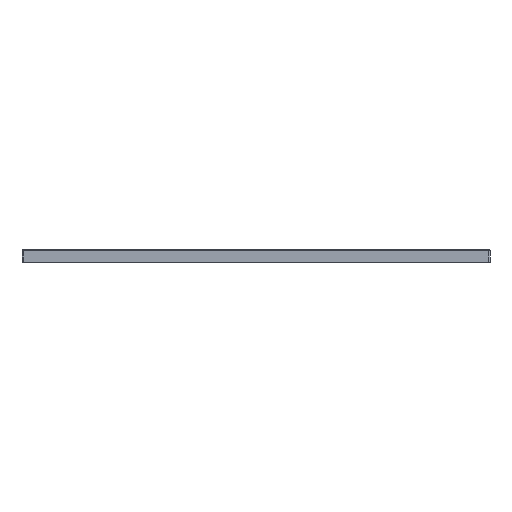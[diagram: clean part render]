
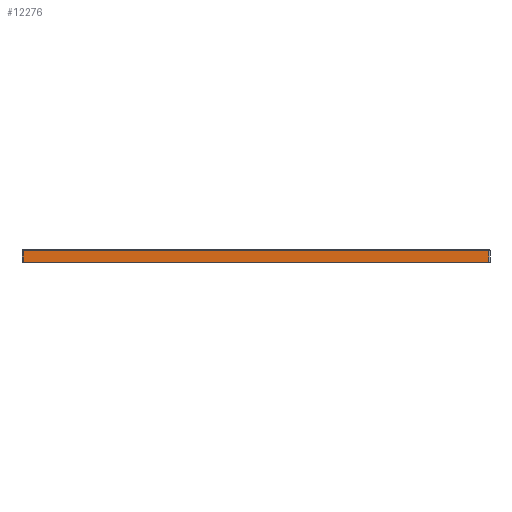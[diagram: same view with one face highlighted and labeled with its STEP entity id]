
A CAD part, front view. The second image highlights one B-rep face of the part: STEP entity #12276.
In plain terms, the highlighted planar face has unit normal (0, -1, 0).
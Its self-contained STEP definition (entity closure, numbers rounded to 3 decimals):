
#245 = CARTESIAN_POINT ( 'NONE',  ( -54.5, -191.7, 5. ) ) ;
#1426 = VERTEX_POINT ( 'NONE', #5690 ) ;
#1743 = CARTESIAN_POINT ( 'NONE',  ( -54.9, -191.7, 5. ) ) ;
#2430 = VECTOR ( 'NONE', #2640, 1000. ) ;
#2640 = DIRECTION ( 'NONE',  ( 0., 0., 1. ) ) ;
#2652 = VECTOR ( 'NONE', #10630, 1000. ) ;
#2843 = EDGE_CURVE ( 'NONE', #8601, #3482, #4061, .T. ) ;
#3482 = VERTEX_POINT ( 'NONE', #8563 ) ;
#3897 = AXIS2_PLACEMENT_3D ( 'NONE', #1743, #10774, #11833 ) ;
#4061 = LINE ( 'NONE', #245, #6679 ) ;
#4666 = VECTOR ( 'NONE', #6022, 1000. ) ;
#4681 = CARTESIAN_POINT ( 'NONE',  ( -54.9, -191.7, 4.6 ) ) ;
#4928 = EDGE_CURVE ( 'NONE', #3482, #1426, #4949, .T. ) ;
#4949 = LINE ( 'NONE', #11898, #4666 ) ;
#5235 = CARTESIAN_POINT ( 'NONE',  ( 127.5, -191.7, 4.6 ) ) ;
#5690 = CARTESIAN_POINT ( 'NONE',  ( 127.5, -191.7, 0. ) ) ;
#5711 = EDGE_CURVE ( 'NONE', #1426, #10110, #8707, .T. ) ;
#6016 = EDGE_CURVE ( 'NONE', #10110, #8601, #12687, .T. ) ;
#6022 = DIRECTION ( 'NONE',  ( 1., 0., 0. ) ) ;
#6679 = VECTOR ( 'NONE', #9195, 1000. ) ;
#7376 = CARTESIAN_POINT ( 'NONE',  ( -54.5, -191.7, 4.6 ) ) ;
#8563 = CARTESIAN_POINT ( 'NONE',  ( -54.5, -191.7, 0. ) ) ;
#8601 = VERTEX_POINT ( 'NONE', #7376 ) ;
#8707 = LINE ( 'NONE', #12767, #2430 ) ;
#8886 = PLANE ( 'NONE',  #3897 ) ;
#9082 = ORIENTED_EDGE ( 'NONE', *, *, #6016, .T. ) ;
#9195 = DIRECTION ( 'NONE',  ( 0., 0., -1. ) ) ;
#9283 = EDGE_LOOP ( 'NONE', ( #9082, #9306, #13112, #10417 ) ) ;
#9306 = ORIENTED_EDGE ( 'NONE', *, *, #2843, .T. ) ;
#10110 = VERTEX_POINT ( 'NONE', #5235 ) ;
#10417 = ORIENTED_EDGE ( 'NONE', *, *, #5711, .T. ) ;
#10630 = DIRECTION ( 'NONE',  ( -1., 0., 0. ) ) ;
#10774 = DIRECTION ( 'NONE',  ( 0., 1., 0. ) ) ;
#11833 = DIRECTION ( 'NONE',  ( 0., 0., 1. ) ) ;
#11898 = CARTESIAN_POINT ( 'NONE',  ( -54.9, -191.7, 0. ) ) ;
#11952 = FACE_OUTER_BOUND ( 'NONE', #9283, .T. ) ;
#12276 = ADVANCED_FACE ( 'NONE', ( #11952 ), #8886, .F. ) ;
#12687 = LINE ( 'NONE', #4681, #2652 ) ;
#12767 = CARTESIAN_POINT ( 'NONE',  ( 127.5, -191.7, 5. ) ) ;
#13112 = ORIENTED_EDGE ( 'NONE', *, *, #4928, .T. ) ;
